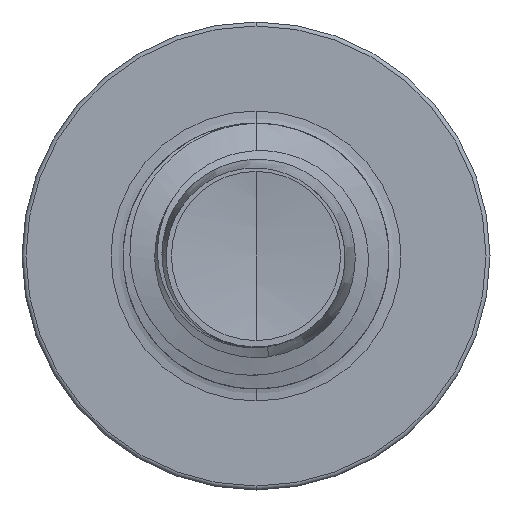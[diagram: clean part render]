
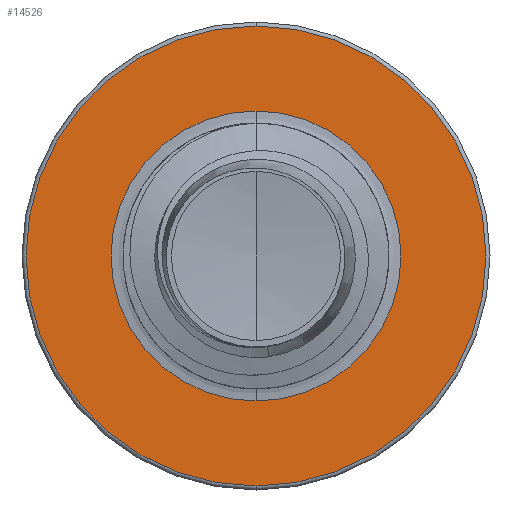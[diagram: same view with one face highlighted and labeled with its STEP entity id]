
A CAD part, front view. The second image highlights one B-rep face of the part: STEP entity #14526.
In plain terms, the highlighted planar face has unit normal (0, -1, 0).
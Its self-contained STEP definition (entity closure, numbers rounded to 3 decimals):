
#228 = CIRCLE ( 'NONE', #896, 2.163 ) ;
#824 = AXIS2_PLACEMENT_3D ( 'NONE', #12878, #3799, #14224 ) ;
#896 = AXIS2_PLACEMENT_3D ( 'NONE', #7058, #16832, #8628 ) ;
#1058 = AXIS2_PLACEMENT_3D ( 'NONE', #13485, #4590, #14825 ) ;
#1192 = CIRCLE ( 'NONE', #5140, 1.363 ) ;
#2930 = CARTESIAN_POINT ( 'NONE',  ( 0., 6., -1.363 ) ) ;
#3227 = PLANE ( 'NONE',  #5144 ) ;
#3638 = ORIENTED_EDGE ( 'NONE', *, *, #15742, .F. ) ;
#3799 = DIRECTION ( 'NONE',  ( 0., 1., 0. ) ) ;
#3819 = ORIENTED_EDGE ( 'NONE', *, *, #17304, .F. ) ;
#4590 = DIRECTION ( 'NONE',  ( 0., 1., 0. ) ) ;
#4951 = ORIENTED_EDGE ( 'NONE', *, *, #17280, .T. ) ;
#4997 = CIRCLE ( 'NONE', #1058, 2.163 ) ;
#5140 = AXIS2_PLACEMENT_3D ( 'NONE', #7733, #17435, #9287 ) ;
#5144 = AXIS2_PLACEMENT_3D ( 'NONE', #15650, #18395, #10257 ) ;
#5262 = CARTESIAN_POINT ( 'NONE',  ( 0., 6., 2.163 ) ) ;
#5883 = VERTEX_POINT ( 'NONE', #2930 ) ;
#7058 = CARTESIAN_POINT ( 'NONE',  ( 0., 6., 0. ) ) ;
#7235 = FACE_BOUND ( 'NONE', #16481, .T. ) ;
#7733 = CARTESIAN_POINT ( 'NONE',  ( 0., 6., 0. ) ) ;
#8628 = DIRECTION ( 'NONE',  ( 0., 0., 1. ) ) ;
#9001 = VERTEX_POINT ( 'NONE', #19578 ) ;
#9287 = DIRECTION ( 'NONE',  ( 0., 0., 1. ) ) ;
#10189 = VERTEX_POINT ( 'NONE', #5262 ) ;
#10257 = DIRECTION ( 'NONE',  ( 0., 0., 1. ) ) ;
#12878 = CARTESIAN_POINT ( 'NONE',  ( 0., 6., 0. ) ) ;
#12921 = ORIENTED_EDGE ( 'NONE', *, *, #14789, .T. ) ;
#13485 = CARTESIAN_POINT ( 'NONE',  ( 0., 6., 0. ) ) ;
#14224 = DIRECTION ( 'NONE',  ( 0., 0., 1. ) ) ;
#14526 = ADVANCED_FACE ( 'NONE', ( #14801, #7235 ), #3227, .F. ) ;
#14789 = EDGE_CURVE ( 'NONE', #5883, #9001, #1192, .T. ) ;
#14801 = FACE_OUTER_BOUND ( 'NONE', #18923, .T. ) ;
#14825 = DIRECTION ( 'NONE',  ( 0., 0., 1. ) ) ;
#15222 = CIRCLE ( 'NONE', #824, 1.363 ) ;
#15650 = CARTESIAN_POINT ( 'NONE',  ( 0., 6., -1.363 ) ) ;
#15742 = EDGE_CURVE ( 'NONE', #10189, #19640, #4997, .T. ) ;
#16321 = CARTESIAN_POINT ( 'NONE',  ( 0., 6., -2.162 ) ) ;
#16481 = EDGE_LOOP ( 'NONE', ( #4951, #12921 ) ) ;
#16832 = DIRECTION ( 'NONE',  ( 0., 1., 0. ) ) ;
#17280 = EDGE_CURVE ( 'NONE', #9001, #5883, #15222, .T. ) ;
#17304 = EDGE_CURVE ( 'NONE', #19640, #10189, #228, .T. ) ;
#17435 = DIRECTION ( 'NONE',  ( 0., 1., 0. ) ) ;
#18395 = DIRECTION ( 'NONE',  ( 0., 1., 0. ) ) ;
#18923 = EDGE_LOOP ( 'NONE', ( #3638, #3819 ) ) ;
#19578 = CARTESIAN_POINT ( 'NONE',  ( 0., 6., 1.363 ) ) ;
#19640 = VERTEX_POINT ( 'NONE', #16321 ) ;
